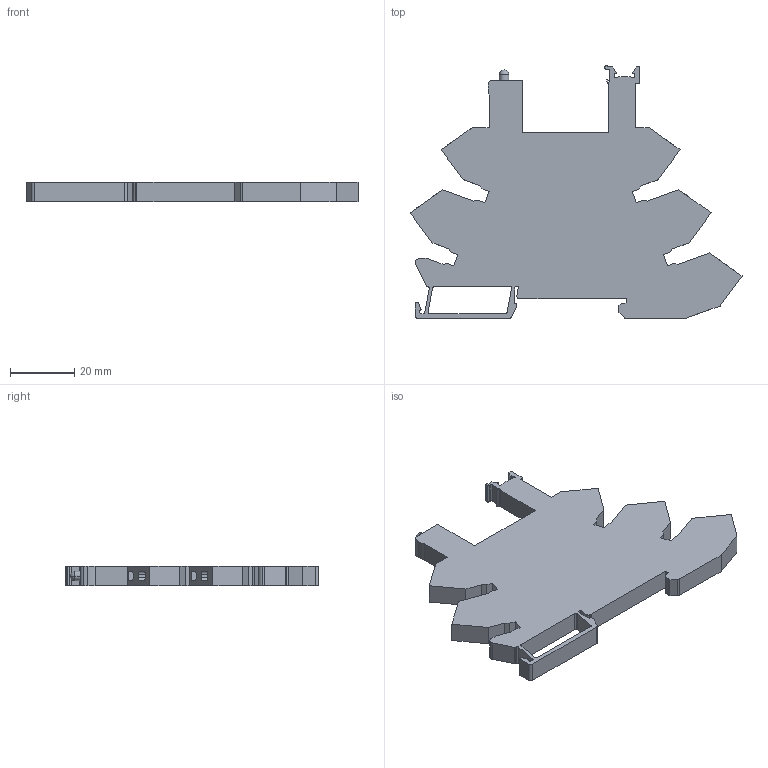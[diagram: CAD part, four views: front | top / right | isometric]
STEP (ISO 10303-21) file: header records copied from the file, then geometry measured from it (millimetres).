
FILE_DESCRIPTION(('STEP AP203'),'1');
FILE_NAME('rslzra2.stp','2019-09-02T02:36:17',('TraceParts'),('TraceParts S.A.'),'Spatial InterOp 3D',' ',' ');
FILE_SCHEMA(('CONFIG_CONTROL_DESIGN'));
Length unit declared in the file: millimetre
Products named in the file (1): 1
Bounding box: 103 x 78.65 x 6.2 mm (x, y, z)
Volume: 27402 mm3; surface area: 13096.2 mm2
Topology: 1 solids, 1 shells, 206 faces, 580 edges, 385 vertices
Faces by surface type: plane 143, cylinder 47, extrusion 14, sphere 2
Entity records: 6973 total; most frequent: CARTESIAN_POINT 1561, ORIENTED_EDGE 1156, DIRECTION 1046, EDGE_CURVE 578, VECTOR 468, LINE 454, VERTEX_POINT 385, AXIS2_PLACEMENT_3D 289
